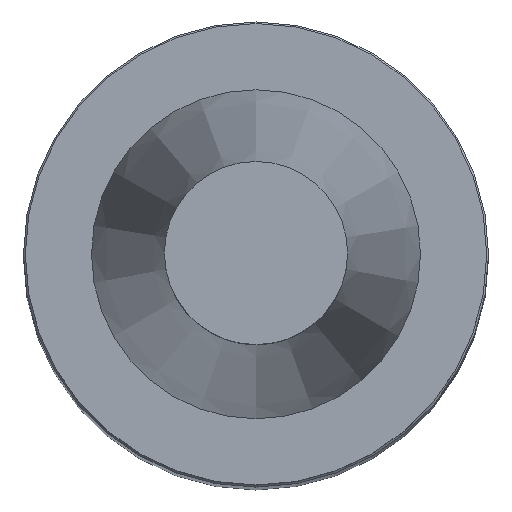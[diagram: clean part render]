
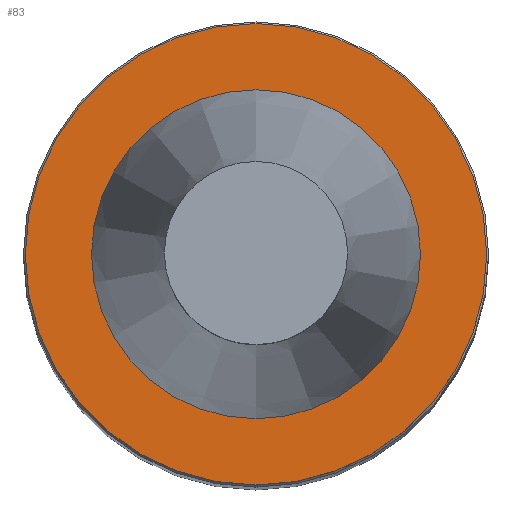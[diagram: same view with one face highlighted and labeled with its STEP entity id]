
A CAD part, top view. The second image highlights one B-rep face of the part: STEP entity #83.
In plain terms, the highlighted planar face has unit normal (0, 0, 1).
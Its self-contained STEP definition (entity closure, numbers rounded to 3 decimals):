
#68=FACE_BOUND('',#115,.T.);
#69=FACE_BOUND('',#116,.T.);
#83=ADVANCED_FACE('',(#68,#69),#100,.F.);
#100=PLANE('',#303);
#115=EDGE_LOOP('',(#140));
#116=EDGE_LOOP('',(#141,#142));
#140=ORIENTED_EDGE('',*,*,#222,.F.);
#141=ORIENTED_EDGE('',*,*,#223,.T.);
#142=ORIENTED_EDGE('',*,*,#224,.T.);
#200=VERTEX_POINT('',#440);
#201=VERTEX_POINT('',#442);
#202=VERTEX_POINT('',#443);
#222=EDGE_CURVE('',#200,#200,#252,.T.);
#223=EDGE_CURVE('',#201,#202,#253,.T.);
#224=EDGE_CURVE('',#202,#201,#254,.T.);
#252=CIRCLE('',#300,31.5);
#253=CIRCLE('',#301,22.458);
#254=CIRCLE('',#302,22.458);
#300=AXIS2_PLACEMENT_3D('',#439,#350,#351);
#301=AXIS2_PLACEMENT_3D('',#441,#352,#353);
#302=AXIS2_PLACEMENT_3D('',#444,#354,#355);
#303=AXIS2_PLACEMENT_3D('',#445,#356,#357);
#350=DIRECTION('',(0.,0.,-1.));
#351=DIRECTION('',(-1.,0.,0.));
#352=DIRECTION('',(0.,0.,-1.));
#353=DIRECTION('',(-1.,0.,0.));
#354=DIRECTION('',(0.,0.,-1.));
#355=DIRECTION('',(-1.,0.,0.));
#356=DIRECTION('',(0.,0.,-1.));
#357=DIRECTION('',(0.,1.,0.));
#439=CARTESIAN_POINT('',(0.,0.,-1.6));
#440=CARTESIAN_POINT('',(-31.5,0.,-1.6));
#441=CARTESIAN_POINT('',(0.,0.,-1.6));
#442=CARTESIAN_POINT('',(0.,22.458,-1.6));
#443=CARTESIAN_POINT('',(0.,-22.458,-1.6));
#444=CARTESIAN_POINT('',(0.,0.,-1.6));
#445=CARTESIAN_POINT('',(0.,0.,-1.6));
